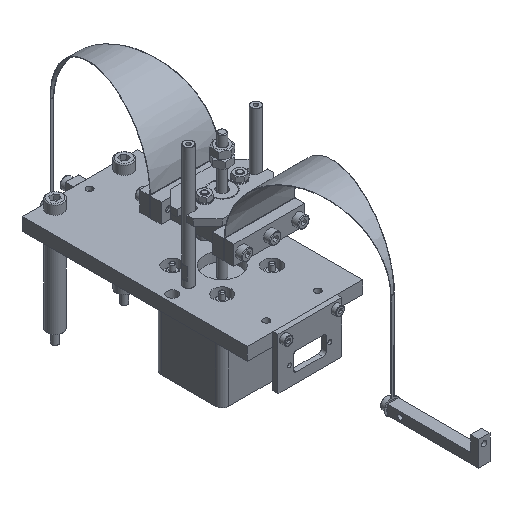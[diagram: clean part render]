
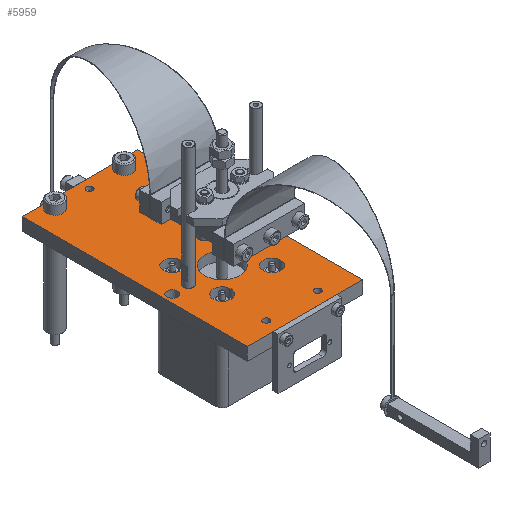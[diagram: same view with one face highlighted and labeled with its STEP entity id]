
A CAD part, isometric view. The second image highlights one B-rep face of the part: STEP entity #5959.
In plain terms, the highlighted face is planar.
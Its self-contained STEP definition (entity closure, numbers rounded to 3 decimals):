
#692=FACE_BOUND('',#1713,.T.);
#693=FACE_BOUND('',#1714,.T.);
#694=FACE_BOUND('',#1715,.T.);
#695=FACE_BOUND('',#1716,.T.);
#696=FACE_BOUND('',#1717,.T.);
#697=FACE_BOUND('',#1718,.T.);
#698=FACE_BOUND('',#1719,.T.);
#699=FACE_BOUND('',#1720,.T.);
#700=FACE_BOUND('',#1721,.T.);
#701=FACE_BOUND('',#1722,.T.);
#702=FACE_BOUND('',#1723,.T.);
#703=FACE_BOUND('',#1724,.T.);
#704=FACE_BOUND('',#1725,.T.);
#705=FACE_BOUND('',#1726,.T.);
#953=CIRCLE('',#6378,3.25);
#955=CIRCLE('',#6381,3.25);
#957=CIRCLE('',#6384,2.);
#959=CIRCLE('',#6387,2.);
#961=CIRCLE('',#6390,3.25);
#963=CIRCLE('',#6393,3.25);
#965=CIRCLE('',#6396,2.);
#969=CIRCLE('',#6403,2.);
#971=CIRCLE('',#6407,2.);
#981=CIRCLE('',#6423,5.5);
#983=CIRCLE('',#6427,5.5);
#985=CIRCLE('',#6431,5.5);
#987=CIRCLE('',#6435,5.5);
#989=CIRCLE('',#6439,11.);
#1259=FACE_OUTER_BOUND('',#1712,.T.);
#1712=EDGE_LOOP('',(#4428,#4429,#4430,#4431));
#1713=EDGE_LOOP('',(#4432));
#1714=EDGE_LOOP('',(#4433));
#1715=EDGE_LOOP('',(#4434));
#1716=EDGE_LOOP('',(#4435));
#1717=EDGE_LOOP('',(#4436));
#1718=EDGE_LOOP('',(#4437));
#1719=EDGE_LOOP('',(#4438));
#1720=EDGE_LOOP('',(#4439));
#1721=EDGE_LOOP('',(#4440));
#1722=EDGE_LOOP('',(#4441));
#1723=EDGE_LOOP('',(#4442));
#1724=EDGE_LOOP('',(#4443));
#1725=EDGE_LOOP('',(#4444));
#1726=EDGE_LOOP('',(#4445));
#2332=LINE('',#9402,#2656);
#2335=LINE('',#9408,#2659);
#2338=LINE('',#9414,#2662);
#2341=LINE('',#9418,#2665);
#2656=VECTOR('',#7342,140.);
#2659=VECTOR('',#7347,72.);
#2662=VECTOR('',#7352,140.);
#2665=VECTOR('',#7357,72.);
#2990=VERTEX_POINT('',#9237);
#2992=VERTEX_POINT('',#9242);
#2994=VERTEX_POINT('',#9247);
#2996=VERTEX_POINT('',#9252);
#2998=VERTEX_POINT('',#9257);
#3001=VERTEX_POINT('',#9321);
#3003=VERTEX_POINT('',#9326);
#3007=VERTEX_POINT('',#9337);
#3009=VERTEX_POINT('',#9343);
#3019=VERTEX_POINT('',#9369);
#3021=VERTEX_POINT('',#9375);
#3023=VERTEX_POINT('',#9381);
#3025=VERTEX_POINT('',#9387);
#3027=VERTEX_POINT('',#9393);
#3030=VERTEX_POINT('',#9399);
#3031=VERTEX_POINT('',#9401);
#3033=VERTEX_POINT('',#9407);
#3035=VERTEX_POINT('',#9413);
#3562=EDGE_CURVE('',#2990,#2990,#953,.T.);
#3564=EDGE_CURVE('',#2992,#2992,#955,.T.);
#3566=EDGE_CURVE('',#2994,#2994,#957,.T.);
#3568=EDGE_CURVE('',#2996,#2996,#959,.T.);
#3570=EDGE_CURVE('',#2998,#2998,#961,.T.);
#3573=EDGE_CURVE('',#3001,#3001,#963,.T.);
#3575=EDGE_CURVE('',#3003,#3003,#965,.T.);
#3579=EDGE_CURVE('',#3007,#3007,#969,.T.);
#3581=EDGE_CURVE('',#3009,#3009,#971,.T.);
#3591=EDGE_CURVE('',#3019,#3019,#981,.T.);
#3593=EDGE_CURVE('',#3021,#3021,#983,.T.);
#3595=EDGE_CURVE('',#3023,#3023,#985,.T.);
#3597=EDGE_CURVE('',#3025,#3025,#987,.T.);
#3599=EDGE_CURVE('',#3027,#3027,#989,.T.);
#3602=EDGE_CURVE('',#3031,#3030,#2332,.T.);
#3605=EDGE_CURVE('',#3033,#3031,#2335,.T.);
#3608=EDGE_CURVE('',#3035,#3033,#2338,.T.);
#3611=EDGE_CURVE('',#3030,#3035,#2341,.T.);
#4428=ORIENTED_EDGE('',*,*,#3611,.T.);
#4429=ORIENTED_EDGE('',*,*,#3608,.T.);
#4430=ORIENTED_EDGE('',*,*,#3605,.T.);
#4431=ORIENTED_EDGE('',*,*,#3602,.T.);
#4432=ORIENTED_EDGE('',*,*,#3562,.T.);
#4433=ORIENTED_EDGE('',*,*,#3564,.T.);
#4434=ORIENTED_EDGE('',*,*,#3566,.T.);
#4435=ORIENTED_EDGE('',*,*,#3568,.T.);
#4436=ORIENTED_EDGE('',*,*,#3570,.T.);
#4437=ORIENTED_EDGE('',*,*,#3573,.T.);
#4438=ORIENTED_EDGE('',*,*,#3575,.T.);
#4439=ORIENTED_EDGE('',*,*,#3579,.T.);
#4440=ORIENTED_EDGE('',*,*,#3581,.T.);
#4441=ORIENTED_EDGE('',*,*,#3591,.T.);
#4442=ORIENTED_EDGE('',*,*,#3593,.T.);
#4443=ORIENTED_EDGE('',*,*,#3595,.T.);
#4444=ORIENTED_EDGE('',*,*,#3597,.T.);
#4445=ORIENTED_EDGE('',*,*,#3599,.T.);
#5720=PLANE('',#6444);
#5959=ADVANCED_FACE('',(#1259,#692,#693,#694,#695,#696,#697,#698,#699,#700,
#701,#702,#703,#704,#705),#5720,.T.);
#6378=AXIS2_PLACEMENT_3D('',#9238,#7214,#7215);
#6381=AXIS2_PLACEMENT_3D('',#9243,#7220,#7221);
#6384=AXIS2_PLACEMENT_3D('',#9248,#7226,#7227);
#6387=AXIS2_PLACEMENT_3D('',#9253,#7232,#7233);
#6390=AXIS2_PLACEMENT_3D('',#9258,#7238,#7239);
#6393=AXIS2_PLACEMENT_3D('',#9322,#7244,#7245);
#6396=AXIS2_PLACEMENT_3D('',#9327,#7250,#7251);
#6403=AXIS2_PLACEMENT_3D('',#9338,#7264,#7265);
#6407=AXIS2_PLACEMENT_3D('',#9344,#7272,#7273);
#6423=AXIS2_PLACEMENT_3D('',#9370,#7304,#7305);
#6427=AXIS2_PLACEMENT_3D('',#9376,#7312,#7313);
#6431=AXIS2_PLACEMENT_3D('',#9382,#7320,#7321);
#6435=AXIS2_PLACEMENT_3D('',#9388,#7328,#7329);
#6439=AXIS2_PLACEMENT_3D('',#9394,#7336,#7337);
#6444=AXIS2_PLACEMENT_3D('',#9419,#7358,#7359);
#7214=DIRECTION('center_axis',(0.,-1.,0.));
#7215=DIRECTION('ref_axis',(-1.,0.,0.));
#7220=DIRECTION('center_axis',(0.,-1.,0.));
#7221=DIRECTION('ref_axis',(-1.,0.,0.));
#7226=DIRECTION('center_axis',(0.,-1.,0.));
#7227=DIRECTION('ref_axis',(-1.,0.,0.));
#7232=DIRECTION('center_axis',(0.,-1.,0.));
#7233=DIRECTION('ref_axis',(-1.,0.,0.));
#7238=DIRECTION('center_axis',(0.,-1.,0.));
#7239=DIRECTION('ref_axis',(-1.,0.,0.));
#7244=DIRECTION('center_axis',(0.,-1.,0.));
#7245=DIRECTION('ref_axis',(-1.,0.,0.));
#7250=DIRECTION('center_axis',(0.,-1.,0.));
#7251=DIRECTION('ref_axis',(-1.,0.,0.));
#7264=DIRECTION('center_axis',(0.,-1.,0.));
#7265=DIRECTION('ref_axis',(-1.,0.,0.));
#7272=DIRECTION('center_axis',(0.,-1.,0.));
#7273=DIRECTION('ref_axis',(-1.,0.,0.));
#7304=DIRECTION('center_axis',(0.,-1.,0.));
#7305=DIRECTION('ref_axis',(-1.,0.,0.));
#7312=DIRECTION('center_axis',(0.,-1.,0.));
#7313=DIRECTION('ref_axis',(-1.,0.,0.));
#7320=DIRECTION('center_axis',(0.,-1.,0.));
#7321=DIRECTION('ref_axis',(-1.,0.,0.));
#7328=DIRECTION('center_axis',(0.,-1.,0.));
#7329=DIRECTION('ref_axis',(-1.,0.,0.));
#7336=DIRECTION('center_axis',(0.,-1.,0.));
#7337=DIRECTION('ref_axis',(-1.,0.,0.));
#7342=DIRECTION('',(0.,0.,-1.));
#7347=DIRECTION('',(1.,0.,0.));
#7352=DIRECTION('',(0.,0.,1.));
#7357=DIRECTION('',(-1.,0.,0.));
#7358=DIRECTION('center_axis',(0.,1.,0.));
#7359=DIRECTION('ref_axis',(0.,0.,1.));
#9237=CARTESIAN_POINT('',(24.75,8.,-72.5));
#9238=CARTESIAN_POINT('Origin',(21.5,8.,-72.5));
#9242=CARTESIAN_POINT('',(-27.75,8.,10.));
#9243=CARTESIAN_POINT('Origin',(-31.,8.,10.));
#9247=CARTESIAN_POINT('',(18.,8.,53.5));
#9248=CARTESIAN_POINT('Origin',(16.,8.,53.5));
#9252=CARTESIAN_POINT('',(-14.,8.,53.5));
#9253=CARTESIAN_POINT('Origin',(-16.,8.,53.5));
#9257=CARTESIAN_POINT('',(34.25,8.,10.));
#9258=CARTESIAN_POINT('Origin',(31.,8.,10.));
#9321=CARTESIAN_POINT('',(-18.25,8.,-72.5));
#9322=CARTESIAN_POINT('Origin',(-21.5,8.,-72.5));
#9326=CARTESIAN_POINT('',(2.,8.,-72.5));
#9327=CARTESIAN_POINT('Origin',(0.,8.,-72.5));
#9337=CARTESIAN_POINT('',(23.,8.,10.));
#9338=CARTESIAN_POINT('Origin',(21.,8.,10.));
#9343=CARTESIAN_POINT('',(-19.,8.,10.));
#9344=CARTESIAN_POINT('Origin',(-21.,8.,10.));
#9369=CARTESIAN_POINT('',(21.,8.,-5.5));
#9370=CARTESIAN_POINT('Origin',(15.5,8.,-5.5));
#9375=CARTESIAN_POINT('',(-10.,8.,25.5));
#9376=CARTESIAN_POINT('Origin',(-15.5,8.,25.5));
#9381=CARTESIAN_POINT('',(21.,8.,25.5));
#9382=CARTESIAN_POINT('Origin',(15.5,8.,25.5));
#9387=CARTESIAN_POINT('',(-10.,8.,-5.5));
#9388=CARTESIAN_POINT('Origin',(-15.5,8.,-5.5));
#9393=CARTESIAN_POINT('',(11.,8.,10.));
#9394=CARTESIAN_POINT('Origin',(0.,8.,10.));
#9399=CARTESIAN_POINT('',(36.,8.,-78.5));
#9401=CARTESIAN_POINT('',(36.,8.,61.5));
#9402=CARTESIAN_POINT('',(36.,8.,61.5));
#9407=CARTESIAN_POINT('',(-36.,8.,61.5));
#9408=CARTESIAN_POINT('',(-36.,8.,61.5));
#9413=CARTESIAN_POINT('',(-36.,8.,-78.5));
#9414=CARTESIAN_POINT('',(-36.,8.,-78.5));
#9418=CARTESIAN_POINT('',(36.,8.,-78.5));
#9419=CARTESIAN_POINT('Origin',(0.,8.,-8.5));
